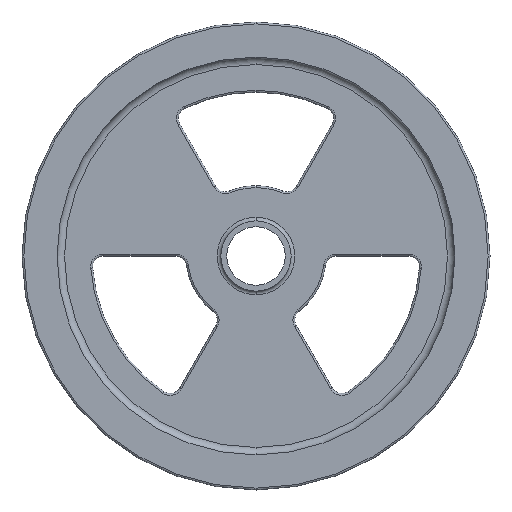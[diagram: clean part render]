
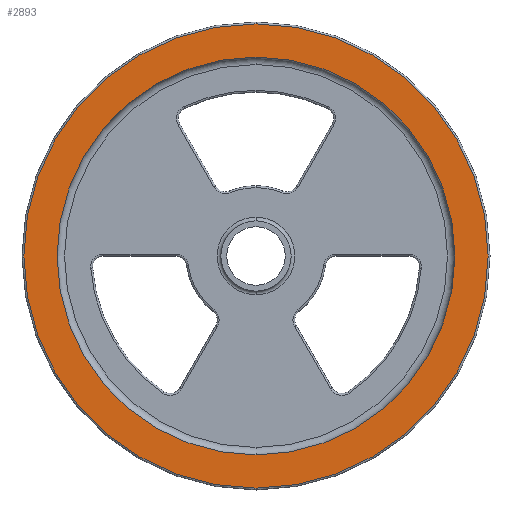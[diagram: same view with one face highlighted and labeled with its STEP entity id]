
A CAD part, front view. The second image highlights one B-rep face of the part: STEP entity #2893.
In plain terms, the highlighted planar face has unit normal (0, -1, 0).
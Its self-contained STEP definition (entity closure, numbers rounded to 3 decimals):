
#8 = VERTEX_POINT ( 'NONE', #3272 ) ;
#62 = DIRECTION ( 'NONE',  ( 0., 0., -1. ) ) ;
#129 = DIRECTION ( 'NONE',  ( 0., -1., 0. ) ) ;
#203 = ORIENTED_EDGE ( 'NONE', *, *, #1512, .T. ) ;
#265 = FACE_OUTER_BOUND ( 'NONE', #984, .T. ) ;
#387 = DIRECTION ( 'NONE',  ( 0., 0., -1. ) ) ;
#425 = CARTESIAN_POINT ( 'NONE',  ( 0., -12., 99.206 ) ) ;
#492 = ORIENTED_EDGE ( 'NONE', *, *, #1781, .F. ) ;
#518 = EDGE_LOOP ( 'NONE', ( #1269, #492 ) ) ;
#521 = DIRECTION ( 'NONE',  ( 0., -1., 0. ) ) ;
#533 = CARTESIAN_POINT ( 'NONE',  ( 0., -12., 0. ) ) ;
#876 = ORIENTED_EDGE ( 'NONE', *, *, #2055, .T. ) ;
#896 = FACE_BOUND ( 'NONE', #518, .T. ) ;
#984 = EDGE_LOOP ( 'NONE', ( #876, #203 ) ) ;
#993 = DIRECTION ( 'NONE',  ( 0., -1., 0. ) ) ;
#1074 = DIRECTION ( 'NONE',  ( 0., 0., -1. ) ) ;
#1115 = CARTESIAN_POINT ( 'NONE',  ( 0., -12., -85. ) ) ;
#1185 = CIRCLE ( 'NONE', #1238, 85. ) ;
#1238 = AXIS2_PLACEMENT_3D ( 'NONE', #2451, #129, #387 ) ;
#1269 = ORIENTED_EDGE ( 'NONE', *, *, #2310, .F. ) ;
#1361 = CIRCLE ( 'NONE', #3207, 85. ) ;
#1430 = DIRECTION ( 'NONE',  ( 0., 0., -1. ) ) ;
#1512 = EDGE_CURVE ( 'NONE', #3316, #3095, #3227, .T. ) ;
#1648 = CARTESIAN_POINT ( 'NONE',  ( 0., -12., 0. ) ) ;
#1778 = AXIS2_PLACEMENT_3D ( 'NONE', #1648, #3174, #62 ) ;
#1781 = EDGE_CURVE ( 'NONE', #8, #2707, #1361, .T. ) ;
#1926 = CARTESIAN_POINT ( 'NONE',  ( 0., -12., 0. ) ) ;
#2027 = DIRECTION ( 'NONE',  ( 0., 0., -1. ) ) ;
#2055 = EDGE_CURVE ( 'NONE', #3095, #3316, #2599, .T. ) ;
#2310 = EDGE_CURVE ( 'NONE', #2707, #8, #1185, .T. ) ;
#2317 = AXIS2_PLACEMENT_3D ( 'NONE', #3327, #993, #2027 ) ;
#2370 = CARTESIAN_POINT ( 'NONE',  ( 0., -12., -99.206 ) ) ;
#2451 = CARTESIAN_POINT ( 'NONE',  ( 0., -12., 0. ) ) ;
#2599 = CIRCLE ( 'NONE', #2317, 99.206 ) ;
#2659 = PLANE ( 'NONE',  #1778 ) ;
#2707 = VERTEX_POINT ( 'NONE', #1115 ) ;
#2893 = ADVANCED_FACE ( 'NONE', ( #265, #896 ), #2659, .T. ) ;
#2942 = AXIS2_PLACEMENT_3D ( 'NONE', #533, #521, #1074 ) ;
#3095 = VERTEX_POINT ( 'NONE', #2370 ) ;
#3174 = DIRECTION ( 'NONE',  ( 0., -1., 0. ) ) ;
#3181 = DIRECTION ( 'NONE',  ( 0., -1., 0. ) ) ;
#3207 = AXIS2_PLACEMENT_3D ( 'NONE', #1926, #3181, #1430 ) ;
#3227 = CIRCLE ( 'NONE', #2942, 99.206 ) ;
#3272 = CARTESIAN_POINT ( 'NONE',  ( 0., -12., 85. ) ) ;
#3316 = VERTEX_POINT ( 'NONE', #425 ) ;
#3327 = CARTESIAN_POINT ( 'NONE',  ( 0., -12., 0. ) ) ;
